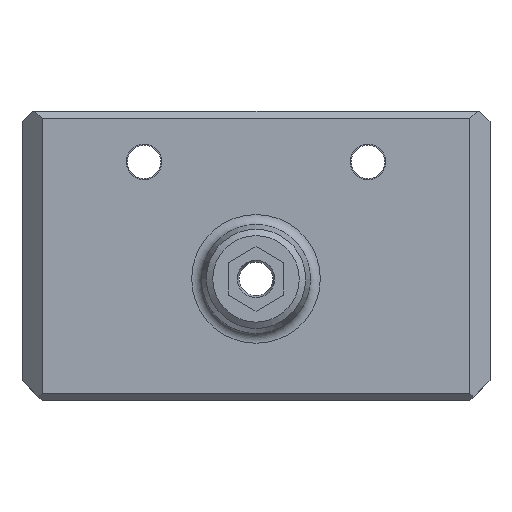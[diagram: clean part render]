
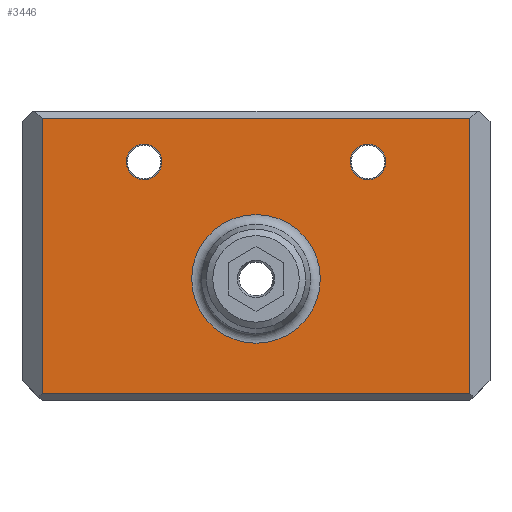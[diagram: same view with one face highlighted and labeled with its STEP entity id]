
A CAD part, front view. The second image highlights one B-rep face of the part: STEP entity #3446.
In plain terms, the highlighted planar face has unit normal (0, -1, 0).
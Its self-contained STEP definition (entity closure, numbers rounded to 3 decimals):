
#116=FACE_BOUND('',#757,.T.);
#117=FACE_BOUND('',#758,.T.);
#118=FACE_BOUND('',#759,.T.);
#371=CIRCLE('',#3718,6.321);
#372=CIRCLE('',#3719,6.321);
#373=CIRCLE('',#3721,1.75);
#374=CIRCLE('',#3723,1.75);
#549=FACE_OUTER_BOUND('',#756,.T.);
#756=EDGE_LOOP('',(#3133,#3134,#3135,#3136));
#757=EDGE_LOOP('',(#3137));
#758=EDGE_LOOP('',(#3138));
#759=EDGE_LOOP('',(#3139,#3140));
#813=LINE('',#4750,#1145);
#1072=LINE('',#5785,#1404);
#1091=LINE('',#5820,#1423);
#1092=LINE('',#5822,#1424);
#1145=VECTOR('',#3881,10.);
#1404=VECTOR('',#4560,10.);
#1423=VECTOR('',#4595,10.);
#1424=VECTOR('',#4598,10.);
#1472=VERTEX_POINT('',#4747);
#1473=VERTEX_POINT('',#4749);
#1717=VERTEX_POINT('',#5767);
#1718=VERTEX_POINT('',#5769);
#1719=VERTEX_POINT('',#5773);
#1720=VERTEX_POINT('',#5777);
#1722=VERTEX_POINT('',#5782);
#1723=VERTEX_POINT('',#5784);
#1803=EDGE_CURVE('',#1473,#1472,#813,.T.);
#2177=EDGE_CURVE('',#1718,#1717,#371,.T.);
#2178=EDGE_CURVE('',#1717,#1718,#372,.T.);
#2180=EDGE_CURVE('',#1719,#1719,#373,.T.);
#2182=EDGE_CURVE('',#1720,#1720,#374,.T.);
#2184=EDGE_CURVE('',#1723,#1722,#1072,.T.);
#2203=EDGE_CURVE('',#1722,#1473,#1091,.T.);
#2204=EDGE_CURVE('',#1472,#1723,#1092,.T.);
#3133=ORIENTED_EDGE('',*,*,#1803,.T.);
#3134=ORIENTED_EDGE('',*,*,#2204,.T.);
#3135=ORIENTED_EDGE('',*,*,#2184,.T.);
#3136=ORIENTED_EDGE('',*,*,#2203,.T.);
#3137=ORIENTED_EDGE('',*,*,#2182,.T.);
#3138=ORIENTED_EDGE('',*,*,#2180,.T.);
#3139=ORIENTED_EDGE('',*,*,#2177,.T.);
#3140=ORIENTED_EDGE('',*,*,#2178,.T.);
#3269=PLANE('',#3733);
#3446=ADVANCED_FACE('',(#549,#116,#117,#118),#3269,.F.);
#3718=AXIS2_PLACEMENT_3D('',#5770,#4543,#4544);
#3719=AXIS2_PLACEMENT_3D('',#5771,#4545,#4546);
#3721=AXIS2_PLACEMENT_3D('',#5775,#4550,#4551);
#3723=AXIS2_PLACEMENT_3D('',#5779,#4555,#4556);
#3733=AXIS2_PLACEMENT_3D('',#5821,#4596,#4597);
#3881=DIRECTION('',(1.,0.,0.));
#4543=DIRECTION('center_axis',(0.,1.,0.));
#4544=DIRECTION('ref_axis',(0.,0.,
1.));
#4545=DIRECTION('center_axis',(0.,1.,0.));
#4546=DIRECTION('ref_axis',(0.,0.,
1.));
#4550=DIRECTION('center_axis',(0.,1.,0.));
#4551=DIRECTION('ref_axis',(1.,0.,0.));
#4555=DIRECTION('center_axis',(0.,1.,0.));
#4556=DIRECTION('ref_axis',(1.,0.,0.));
#4560=DIRECTION('',(-1.,0.,0.));
#4595=DIRECTION('',(0.,0.,-1.));
#4596=DIRECTION('center_axis',(0.,1.,0.));
#4597=DIRECTION('ref_axis',(1.,0.,0.));
#4598=DIRECTION('',(0.,0.,1.));
#4747=CARTESIAN_POINT('',(21.,-10.,-27.75));
#4749=CARTESIAN_POINT('',(-21.,-10.,-27.75));
#4750=CARTESIAN_POINT('',(-11.5,-10.,-27.75));
#5767=CARTESIAN_POINT('',(0.,-10.,-10.179));
#5769=CARTESIAN_POINT('',(0.,-10.,-22.821));
#5770=CARTESIAN_POINT('Origin',(0.,-10.,-16.5));
#5771=CARTESIAN_POINT('Origin',(0.,-10.,-16.5));
#5773=CARTESIAN_POINT('',(9.25,-10.,-5.));
#5775=CARTESIAN_POINT('Origin',(11.,-10.,-5.));
#5777=CARTESIAN_POINT('',(-12.75,-10.,-5.));
#5779=CARTESIAN_POINT('Origin',(-11.,-10.,-5.));
#5782=CARTESIAN_POINT('',(-21.,-10.,-0.75));
#5784=CARTESIAN_POINT('',(21.,-10.,-0.75));
#5785=CARTESIAN_POINT('',(-11.5,-10.,-0.75));
#5820=CARTESIAN_POINT('',(-21.,-10.,0.));
#5821=CARTESIAN_POINT('Origin',(-23.,-10.,0.));
#5822=CARTESIAN_POINT('',(21.,-10.,0.));
